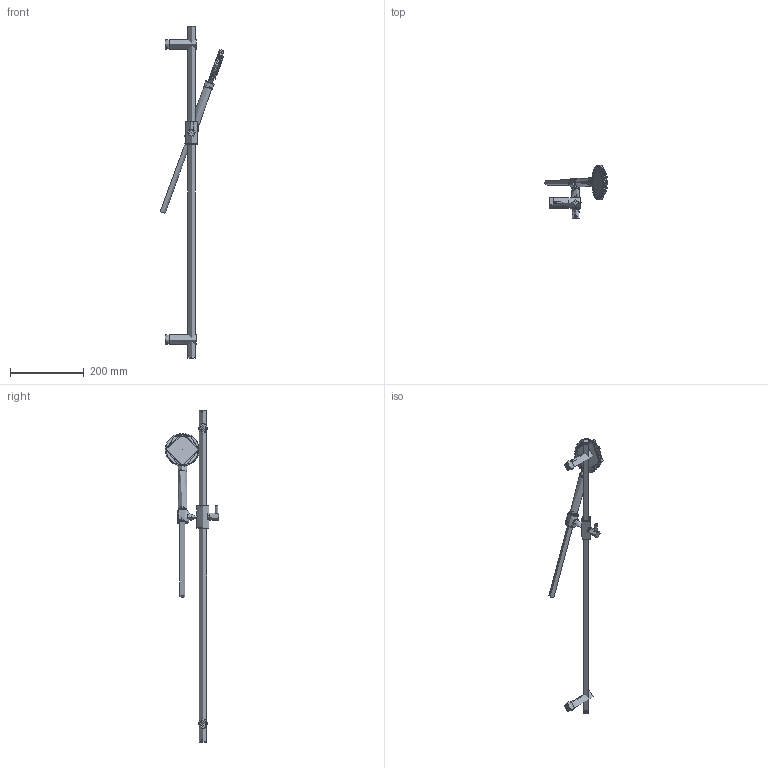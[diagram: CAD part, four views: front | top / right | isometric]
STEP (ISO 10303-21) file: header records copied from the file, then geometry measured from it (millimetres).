
FILE_DESCRIPTION(/* description */ ('Unknown'),/* implementation_level */ '2;1');
FILE_NAME(/* name */ 'M321-00',/* time_stamp */ '2025-03-06T10:39:50+01:00',/* author */ ('Unknown'),/* organization */ ('Unknown'),/* preprocessor_version */ 'ST-DEVELOPER v19.4',/* originating_system */ 'Solid Edge',/* authorisation */ 'Unknown');
FILE_SCHEMA (('AUTOMOTIVE_DESIGN {1 0 10303 214 3 1 1}'));
Length unit declared in the file: millimetre
Products named in the file (24): M321-00; M311-00 rel3_oa_0; M307-001 variante testa piatta_oa_1; M307-11; M307-21 rel 1 doppio grano; M307-19; M307-27; M307-26; M514-07; M307-32 punta a coppa; M307-04; M307-05; M307-002_oa_2; M307-09; M307-28; M307-29; M015-001; M355-00_oa_3; e082129_oa_4; C063178_00101ZZ; A064047_53200ZZ; C027153_00101ZZ; C101034_00101ZZ; C020057_06801ZZ
Assembly tree (28 placements, depth 4):
  M321-00
    M311-00 rel3_oa_0
      M307-001 variante testa piatta_oa_1
        M307-11
        M307-21 rel 1 doppio grano
        M307-19
        M307-27
        M307-26
        M514-07
        M307-32 punta a coppa  x2
      M307-04
      M307-05  x2
      M307-002_oa_2
        M307-09  x2
      M307-28  x2
      M307-29  x2
    M015-001
    M355-00_oa_3
      e082129_oa_4
        C063178_00101ZZ
        A064047_53200ZZ
        C027153_00101ZZ
        C101034_00101ZZ
        C020057_06801ZZ
Bounding box: 172.56 x 145.4 x 900 mm (x, y, z)
Volume: 267917.9 mm3; surface area: 249077.1 mm2
Topology: 23 solids, 23 shells, 1738 faces, 4386 edges, 2790 vertices
Faces by surface type: cylinder 437, plane 412, cone 319, bspline 298, torus 246, sphere 26
Full cylindrical faces by diameter (mm): 2.4 x61, 2.5 x23, 3.2 x2, 3.242 x2, 4 x2, 4.134 x3, 4.2 x2, 4.4 x40, 4.917 x2, 5 x3, 5.5 x1, 6 x3, 6.647 x2, 6.7 x1, 7.2 x1, 7.4 x1, 8 x2, 8.2 x1, 10 x2, 11 x2, 11.5 x2, 12.917 x1, 13.5 x1, 14.6 x2, 14.7 x1, 14.917 x2, 15 x1, 16 x1, 16.5 x1, 17.2 x1
Entity records: 73590 total; most frequent: CARTESIAN_POINT 35440, ORIENTED_EDGE 6082, DIRECTION 5988, EDGE_CURVE 3041, AXIS2_PLACEMENT_3D 2565, FACE_BOUND 2462, EDGE_LOOP 2444, VERTEX_POINT 2215
